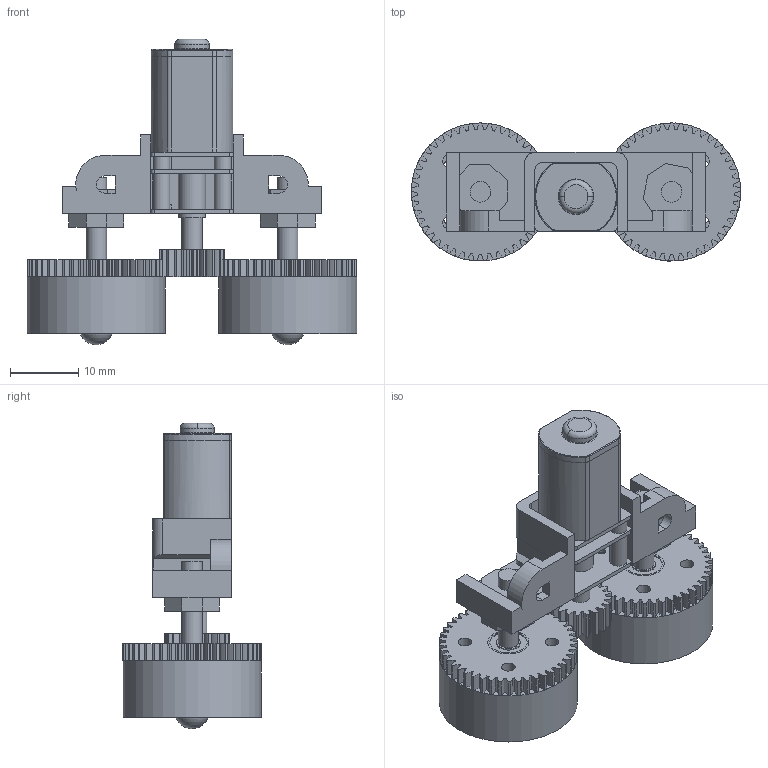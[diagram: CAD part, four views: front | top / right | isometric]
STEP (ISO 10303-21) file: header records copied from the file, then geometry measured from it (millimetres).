
FILE_DESCRIPTION(/* description */ (''),/* implementation_level */ '2;1');
FILE_NAME(/* name */ 'Sistema de Traccion.stp',/* time_stamp */ '2021-03-11T20:35:25-05:00',/* author */ ('Daniels'),/* organization */ (''),/* preprocessor_version */ 'ST-DEVELOPER v16.13',/* originating_system */ 'Autodesk Inventor 2018',/* authorisation */ '');
FILE_SCHEMA (('AUTOMOTIVE_DESIGN { 1 0 10303 214 3 1 1 }'));
Length unit declared in the file: millimetre
Products named in the file (9): Sistema de Traccion; 2 Soporte Motor Pololu Doble; Motor_Pololu; Piñon; Engranaje Recto; Rodamiento; Eje rueda; LLANTA FINAL; tuerca
Assembly tree (15 placements, depth 2):
  Sistema de Traccion
    2 Soporte Motor Pololu Doble
    Motor_Pololu
    Piñon
    Engranaje Recto  x2
    Rodamiento  x2
    Eje rueda  x2
    LLANTA FINAL  x2
    tuerca  x4
Bounding box: 48.21 x 20.2 x 44.7 mm (x, y, z)
Volume: 7707 mm3; surface area: 10907.2 mm2
Topology: 15 solids, 15 shells, 772 faces, 2169 edges, 1437 vertices
Faces by surface type: cylinder 550, plane 184, torus 16, cone 10, bspline 10, sphere 2
Full cylindrical faces by diameter (mm): 1.25 x2, 2 x8, 2.5 x4, 3 x13, 3.303 x2, 3.5 x4, 3.9 x1, 4 x1, 4.464 x2, 5 x3, 5.36 x2, 5.5 x4, 6 x4, 13.622 x2, 16.608 x2, 16.979 x2, 17.197 x2, 17.357 x4, 20.224 x2
Entity records: 17300 total; most frequent: CARTESIAN_POINT 3496, DIRECTION 3049, ORIENTED_EDGE 2664, EDGE_CURVE 1332, AXIS2_PLACEMENT_3D 1232, VERTEX_POINT 908, CIRCLE 713, EDGE_LOOP 598
